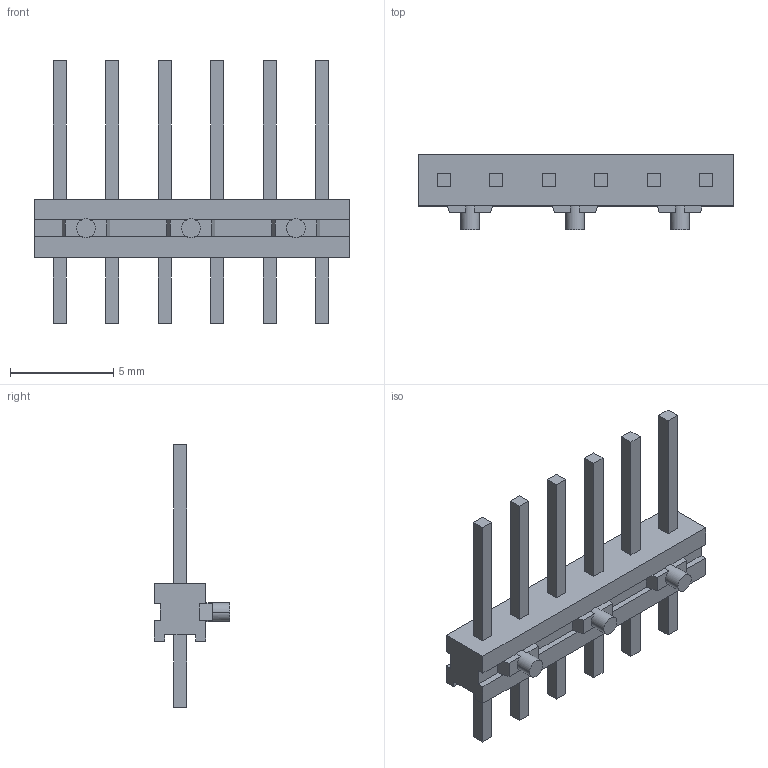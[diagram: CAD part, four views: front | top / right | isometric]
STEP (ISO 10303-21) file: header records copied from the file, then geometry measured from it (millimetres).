
FILE_DESCRIPTION((''),'2;1');
FILE_NAME('C-825433-6','2017-02-27T',('workeradm'),('Tyco Electronics Ltd.'),'CREO PARAMETRIC BY PTC INC, 2016050','CREO PARAMETRIC BY PTC INC, 2016050','');
FILE_SCHEMA(('AUTOMOTIVE_DESIGN { 1 0 10303 214 1 1 1 1 }'));
Length unit declared in the file: millimetre
Products named in the file (1): C-825433-6
Bounding box: 15.24 x 3.65 x 12.7 mm (x, y, z)
Volume: 121.5 mm3; surface area: 364.6 mm2
Topology: 1 solids, 1 shells, 120 faces, 306 edges, 200 vertices
Faces by surface type: plane 114, cylinder 6
Entity records: 3734 total; most frequent: CARTESIAN_POINT 628, ORIENTED_EDGE 612, DIRECTION 570, EDGE_CURVE 306, VECTOR 282, LINE 282, VERTEX_POINT 200, AXIS2_PLACEMENT_3D 144
